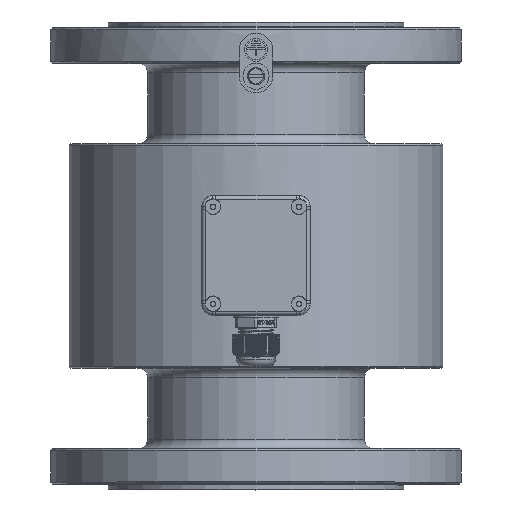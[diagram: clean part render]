
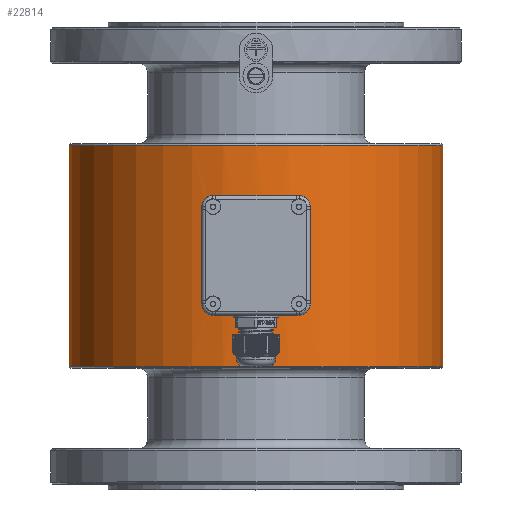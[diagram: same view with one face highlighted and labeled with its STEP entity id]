
A CAD part, top view. The second image highlights one B-rep face of the part: STEP entity #22814.
In plain terms, the highlighted cylindrical face has radius 100 mm (diameter 200 mm), a full revolution.
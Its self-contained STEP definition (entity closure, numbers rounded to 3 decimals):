
#801=FACE_BOUND('',#3053,.T.);
#1550=FACE_OUTER_BOUND('',#3052,.T.);
#3052=EDGE_LOOP('',(#15459,#15460,#15461,#15462));
#3053=EDGE_LOOP('',(#15463));
#4521=CIRCLE('',#24473,100.);
#4524=CIRCLE('',#24477,100.);
#5805=B_SPLINE_CURVE_WITH_KNOTS('',3,(#49105,#49106,#49107,#49108,#49109,
#49110,#49111,#49112,#49113,#49114,#49115,#49116,#49117,#49118,#49119,#49120,
#49121,#49122,#49123,#49124,#49125,#49126,#49127,#49128,#49129,#49130,#49131,
#49132,#49133,#49134,#49135,#49136,#49137,#49138,#49139,#49140,#49141,#49142,
#49143,#49144,#49145,#49146,#49147,#49148,#49149,#49150,#49151,#49152,#49153,
#49154,#49155,#49156,#49157,#49158,#49159,#49160,#49161,#49162,#49163,#49164,
#49165,#49166,#49167,#49168,#49169,#49170),.UNSPECIFIED.,.T.,.F.,(4,2,2,
2,2,2,2,2,2,2,2,2,2,2,2,2,2,2,2,2,2,2,2,2,2,2,2,2,2,2,2,2,4),(-12.697,
-12.301,-11.904,-11.507,-11.11,
-10.713,-10.317,-9.92,-9.523,
-9.126,-8.73,-8.333,-7.936,
-7.539,-7.142,-6.746,-6.349,
-5.952,-5.555,-5.158,-4.761,
-4.365,-3.968,-3.571,-3.174,
-2.778,-2.381,-1.984,-1.587,
-1.19,-0.794,-0.397,0.),
 .UNSPECIFIED.);
#6326=LINE('',#49103,#7725);
#7725=VECTOR('',#27858,100.);
#9309=VERTEX_POINT('',#49095);
#9311=VERTEX_POINT('',#49101);
#9312=VERTEX_POINT('',#49104);
#11491=EDGE_CURVE('',#9309,#9309,#4521,.T.);
#11494=EDGE_CURVE('',#9311,#9311,#4524,.T.);
#11495=EDGE_CURVE('',#9311,#9309,#6326,.T.);
#11496=EDGE_CURVE('',#9312,#9312,#5805,.T.);
#15459=ORIENTED_EDGE('',*,*,#11494,.F.);
#15460=ORIENTED_EDGE('',*,*,#11495,.T.);
#15461=ORIENTED_EDGE('',*,*,#11491,.F.);
#15462=ORIENTED_EDGE('',*,*,#11495,.F.);
#15463=ORIENTED_EDGE('',*,*,#11496,.T.);
#21052=CYLINDRICAL_SURFACE('',#24476,100.);
#22814=ADVANCED_FACE('',(#1550,#801),#21052,.T.);
#24473=AXIS2_PLACEMENT_3D('',#49096,#27848,#27849);
#24476=AXIS2_PLACEMENT_3D('',#49100,#27854,#27855);
#24477=AXIS2_PLACEMENT_3D('',#49102,#27856,#27857);
#27848=DIRECTION('center_axis',(-1.,0.,0.));
#27849=DIRECTION('ref_axis',(0.,-1.,0.));
#27854=DIRECTION('center_axis',(1.,0.,0.));
#27855=DIRECTION('ref_axis',(0.,1.,0.));
#27856=DIRECTION('center_axis',(1.,0.,0.));
#27857=DIRECTION('ref_axis',(0.,-1.,0.));
#27858=DIRECTION('',(-1.,0.,0.));
#49095=CARTESIAN_POINT('',(-59.,-274.,0.));
#49096=CARTESIAN_POINT('Origin',(-59.,-174.,0.));
#49100=CARTESIAN_POINT('Origin',(0.,-174.,0.));
#49101=CARTESIAN_POINT('',(59.,-274.,0.));
#49102=CARTESIAN_POINT('Origin',(59.,-174.,0.));
#49103=CARTESIAN_POINT('',(0.,-274.,0.));
#49104=CARTESIAN_POINT('',(-21.,-74.,0.));
#49105=CARTESIAN_POINT('Ctrl Pts',(0.,-76.23,
-21.));
#49106=CARTESIAN_POINT('Ctrl Pts',(1.323,-76.23,-21.));
#49107=CARTESIAN_POINT('Ctrl Pts',(2.689,-76.202,-20.873));
#49108=CARTESIAN_POINT('Ctrl Pts',(5.405,-76.09,-20.34));
#49109=CARTESIAN_POINT('Ctrl Pts',(6.754,-76.005,-19.933));
#49110=CARTESIAN_POINT('Ctrl Pts',(9.34,-75.793,-18.861));
#49111=CARTESIAN_POINT('Ctrl Pts',(10.579,-75.666,-18.193));
#49112=CARTESIAN_POINT('Ctrl Pts',(12.868,-75.393,-16.653));
#49113=CARTESIAN_POINT('Ctrl Pts',(13.919,-75.248,-15.779));
#49114=CARTESIAN_POINT('Ctrl Pts',(15.779,-74.969,-13.919));
#49115=CARTESIAN_POINT('Ctrl Pts',(16.653,-74.825,-12.868));
#49116=CARTESIAN_POINT('Ctrl Pts',(18.193,-74.554,-10.579));
#49117=CARTESIAN_POINT('Ctrl Pts',(18.861,-74.429,-9.34));
#49118=CARTESIAN_POINT('Ctrl Pts',(19.933,-74.22,-6.754));
#49119=CARTESIAN_POINT('Ctrl Pts',(20.34,-74.137,-5.405));
#49120=CARTESIAN_POINT('Ctrl Pts',(20.873,-74.027,-2.689));
#49121=CARTESIAN_POINT('Ctrl Pts',(21.,-74.,-1.323));
#49122=CARTESIAN_POINT('Ctrl Pts',(21.,-74.,1.323));
#49123=CARTESIAN_POINT('Ctrl Pts',(20.873,-74.027,2.689));
#49124=CARTESIAN_POINT('Ctrl Pts',(20.34,-74.137,5.405));
#49125=CARTESIAN_POINT('Ctrl Pts',(19.933,-74.22,6.754));
#49126=CARTESIAN_POINT('Ctrl Pts',(18.861,-74.429,9.34));
#49127=CARTESIAN_POINT('Ctrl Pts',(18.193,-74.554,10.579));
#49128=CARTESIAN_POINT('Ctrl Pts',(16.653,-74.825,12.868));
#49129=CARTESIAN_POINT('Ctrl Pts',(15.779,-74.969,13.919));
#49130=CARTESIAN_POINT('Ctrl Pts',(13.919,-75.248,15.779));
#49131=CARTESIAN_POINT('Ctrl Pts',(12.868,-75.393,16.653));
#49132=CARTESIAN_POINT('Ctrl Pts',(10.579,-75.666,18.193));
#49133=CARTESIAN_POINT('Ctrl Pts',(9.34,-75.793,18.861));
#49134=CARTESIAN_POINT('Ctrl Pts',(6.754,-76.005,19.933));
#49135=CARTESIAN_POINT('Ctrl Pts',(5.405,-76.09,20.34));
#49136=CARTESIAN_POINT('Ctrl Pts',(2.689,-76.202,20.873));
#49137=CARTESIAN_POINT('Ctrl Pts',(1.323,-76.23,21.));
#49138=CARTESIAN_POINT('Ctrl Pts',(-1.323,-76.23,
21.));
#49139=CARTESIAN_POINT('Ctrl Pts',(-2.689,-76.202,
20.873));
#49140=CARTESIAN_POINT('Ctrl Pts',(-5.405,-76.09,
20.34));
#49141=CARTESIAN_POINT('Ctrl Pts',(-6.754,-76.005,
19.933));
#49142=CARTESIAN_POINT('Ctrl Pts',(-9.34,-75.793,
18.861));
#49143=CARTESIAN_POINT('Ctrl Pts',(-10.579,-75.666,
18.193));
#49144=CARTESIAN_POINT('Ctrl Pts',(-12.868,-75.393,
16.653));
#49145=CARTESIAN_POINT('Ctrl Pts',(-13.919,-75.248,
15.779));
#49146=CARTESIAN_POINT('Ctrl Pts',(-15.779,-74.969,
13.919));
#49147=CARTESIAN_POINT('Ctrl Pts',(-16.653,-74.825,12.868));
#49148=CARTESIAN_POINT('Ctrl Pts',(-18.193,-74.554,10.579));
#49149=CARTESIAN_POINT('Ctrl Pts',(-18.861,-74.429,
9.34));
#49150=CARTESIAN_POINT('Ctrl Pts',(-19.933,-74.22,
6.754));
#49151=CARTESIAN_POINT('Ctrl Pts',(-20.34,-74.137,
5.405));
#49152=CARTESIAN_POINT('Ctrl Pts',(-20.873,-74.027,
2.689));
#49153=CARTESIAN_POINT('Ctrl Pts',(-21.,-74.,1.323));
#49154=CARTESIAN_POINT('Ctrl Pts',(-21.,-74.,-1.323));
#49155=CARTESIAN_POINT('Ctrl Pts',(-20.873,-74.027,
-2.689));
#49156=CARTESIAN_POINT('Ctrl Pts',(-20.34,-74.137,
-5.405));
#49157=CARTESIAN_POINT('Ctrl Pts',(-19.933,-74.22,
-6.754));
#49158=CARTESIAN_POINT('Ctrl Pts',(-18.861,-74.429,
-9.34));
#49159=CARTESIAN_POINT('Ctrl Pts',(-18.193,-74.554,-10.579));
#49160=CARTESIAN_POINT('Ctrl Pts',(-16.653,-74.825,-12.868));
#49161=CARTESIAN_POINT('Ctrl Pts',(-15.779,-74.969,
-13.919));
#49162=CARTESIAN_POINT('Ctrl Pts',(-13.919,-75.248,
-15.779));
#49163=CARTESIAN_POINT('Ctrl Pts',(-12.868,-75.393,
-16.653));
#49164=CARTESIAN_POINT('Ctrl Pts',(-10.579,-75.666,
-18.193));
#49165=CARTESIAN_POINT('Ctrl Pts',(-9.34,-75.793,
-18.861));
#49166=CARTESIAN_POINT('Ctrl Pts',(-6.754,-76.005,
-19.933));
#49167=CARTESIAN_POINT('Ctrl Pts',(-5.405,-76.09,
-20.34));
#49168=CARTESIAN_POINT('Ctrl Pts',(-2.689,-76.202,
-20.873));
#49169=CARTESIAN_POINT('Ctrl Pts',(-1.323,-76.23,
-21.));
#49170=CARTESIAN_POINT('Ctrl Pts',(0.,-76.23,
-21.));
